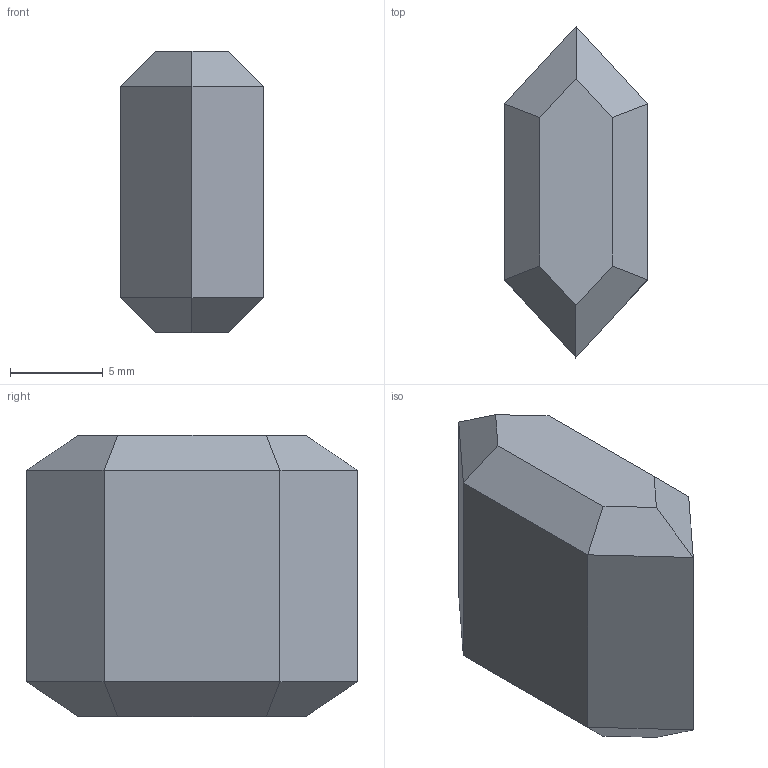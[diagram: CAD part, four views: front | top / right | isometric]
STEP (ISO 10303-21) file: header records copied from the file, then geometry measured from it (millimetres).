
FILE_DESCRIPTION (( 'STEP AP214' ), '1' );
FILE_NAME ('crystal.STEP', '2025-05-05T03:16:36', ( '' ), ( '' ), 'SwSTEP 2.0', 'SolidWorks 2024', '' );
FILE_SCHEMA (( 'AUTOMOTIVE_DESIGN' ));
Length unit declared in the file: millimetre
Products named in the file (1): crystal
Bounding box: 7.7 x 17.91 x 15.2 mm (x, y, z)
Volume: 1470.3 mm3; surface area: 742.2 mm2
Topology: 1 solids, 1 shells, 20 faces, 42 edges, 24 vertices
Faces by surface type: plane 20
Entity records: 533 total; most frequent: CARTESIAN_POINT 87, ORIENTED_EDGE 84, DIRECTION 84, LINE 42, EDGE_CURVE 42, VECTOR 42, VERTEX_POINT 24, AXIS2_PLACEMENT_3D 21
